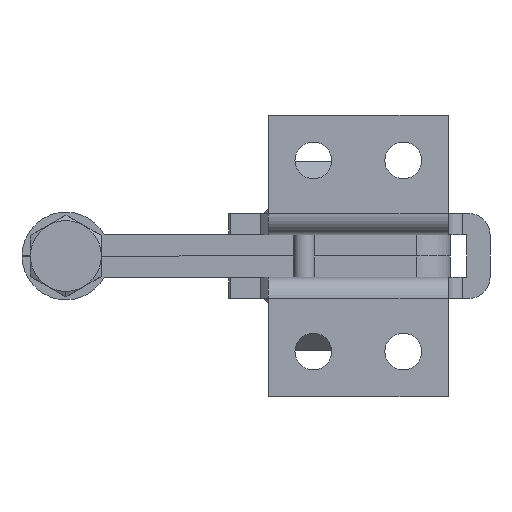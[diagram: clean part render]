
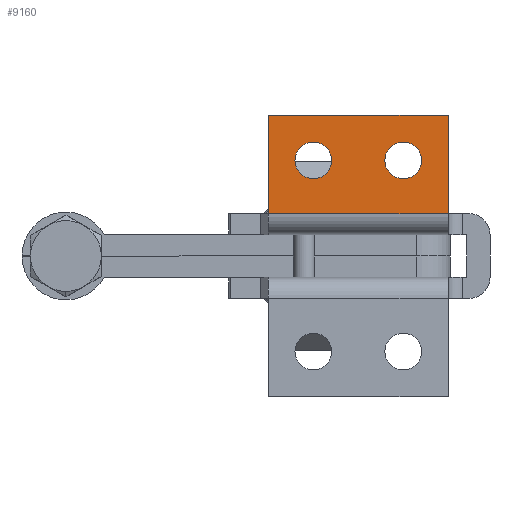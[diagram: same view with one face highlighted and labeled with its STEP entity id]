
A CAD part, front view. The second image highlights one B-rep face of the part: STEP entity #9160.
In plain terms, the highlighted planar face has unit normal (0, -1, 0).
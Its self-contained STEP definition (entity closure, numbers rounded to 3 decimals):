
#87 = VECTOR ( 'NONE', #5099, 1000. ) ;
#183 = EDGE_LOOP ( 'NONE', ( #5894, #8047 ) ) ;
#260 = VERTEX_POINT ( 'NONE', #1165 ) ;
#280 = VERTEX_POINT ( 'NONE', #9992 ) ;
#443 = CARTESIAN_POINT ( 'NONE',  ( -2.6, -0.001, 19.85 ) ) ;
#494 = AXIS2_PLACEMENT_3D ( 'NONE', #11598, #11371, #11353 ) ;
#544 = VECTOR ( 'NONE', #9789, 1000. ) ;
#964 = VECTOR ( 'NONE', #5683, 1000. ) ;
#1067 = CIRCLE ( 'NONE', #494, 2.6 ) ;
#1165 = CARTESIAN_POINT ( 'NONE',  ( -8.95, -0.001, 10.9 ) ) ;
#1211 = ORIENTED_EDGE ( 'NONE', *, *, #3346, .T. ) ;
#1248 = LINE ( 'NONE', #6060, #964 ) ;
#1450 = EDGE_CURVE ( 'NONE', #2959, #1676, #3263, .T. ) ;
#1594 = EDGE_CURVE ( 'NONE', #280, #7935, #1248, .T. ) ;
#1676 = VERTEX_POINT ( 'NONE', #2234 ) ;
#2061 = DIRECTION ( 'NONE',  ( 0., 1., 0. ) ) ;
#2234 = CARTESIAN_POINT ( 'NONE',  ( -2.6, -0.001, 19.85 ) ) ;
#2362 = LINE ( 'NONE', #2668, #11539 ) ;
#2627 = DIRECTION ( 'NONE',  ( 0., 0., 1. ) ) ;
#2668 = CARTESIAN_POINT ( 'NONE',  ( -28., -0.001, 19.85 ) ) ;
#2712 = EDGE_LOOP ( 'NONE', ( #4704, #1211 ) ) ;
#2825 = EDGE_CURVE ( 'NONE', #1676, #7935, #4892, .T. ) ;
#2959 = VERTEX_POINT ( 'NONE', #3576 ) ;
#2978 = EDGE_CURVE ( 'NONE', #280, #2959, #2362, .T. ) ;
#3120 = FACE_BOUND ( 'NONE', #2712, .T. ) ;
#3263 = LINE ( 'NONE', #443, #544 ) ;
#3337 = ORIENTED_EDGE ( 'NONE', *, *, #2978, .F. ) ;
#3346 = EDGE_CURVE ( 'NONE', #260, #4785, #1067, .T. ) ;
#3576 = CARTESIAN_POINT ( 'NONE',  ( -28., -0.001, 19.85 ) ) ;
#3957 = EDGE_LOOP ( 'NONE', ( #4069, #3337, #10538, #6672 ) ) ;
#4069 = ORIENTED_EDGE ( 'NONE', *, *, #1450, .F. ) ;
#4233 = AXIS2_PLACEMENT_3D ( 'NONE', #6314, #6679, #7273 ) ;
#4567 = EDGE_CURVE ( 'NONE', #10636, #5450, #11444, .T. ) ;
#4641 = AXIS2_PLACEMENT_3D ( 'NONE', #10640, #5318, #11522 ) ;
#4704 = ORIENTED_EDGE ( 'NONE', *, *, #8869, .T. ) ;
#4785 = VERTEX_POINT ( 'NONE', #11171 ) ;
#4892 = LINE ( 'NONE', #5066, #87 ) ;
#4966 = DIRECTION ( 'NONE',  ( 0., 0., -1. ) ) ;
#5066 = CARTESIAN_POINT ( 'NONE',  ( -2.6, -0.001, 6. ) ) ;
#5099 = DIRECTION ( 'NONE',  ( 0., 0., -1. ) ) ;
#5318 = DIRECTION ( 'NONE',  ( 0., 1., 0. ) ) ;
#5363 = CARTESIAN_POINT ( 'NONE',  ( -21.65, -0.001, 10.9 ) ) ;
#5450 = VERTEX_POINT ( 'NONE', #8015 ) ;
#5683 = DIRECTION ( 'NONE',  ( 1., 0., 0. ) ) ;
#5894 = ORIENTED_EDGE ( 'NONE', *, *, #11305, .T. ) ;
#6060 = CARTESIAN_POINT ( 'NONE',  ( -2.6, -0.001, 6.001 ) ) ;
#6314 = CARTESIAN_POINT ( 'NONE',  ( -21.65, -0.001, 13.5 ) ) ;
#6672 = ORIENTED_EDGE ( 'NONE', *, *, #2825, .F. ) ;
#6679 = DIRECTION ( 'NONE',  ( 0., 1., 0. ) ) ;
#6884 = CARTESIAN_POINT ( 'NONE',  ( -2.6, -0.001, 6.001 ) ) ;
#7273 = DIRECTION ( 'NONE',  ( 0., 0., 1. ) ) ;
#7449 = CARTESIAN_POINT ( 'NONE',  ( -21.65, -0.001, 13.5 ) ) ;
#7876 = FACE_BOUND ( 'NONE', #183, .T. ) ;
#7935 = VERTEX_POINT ( 'NONE', #6884 ) ;
#7946 = AXIS2_PLACEMENT_3D ( 'NONE', #7449, #2061, #8331 ) ;
#7997 = FACE_OUTER_BOUND ( 'NONE', #3957, .T. ) ;
#8015 = CARTESIAN_POINT ( 'NONE',  ( -21.65, -0.001, 16.1 ) ) ;
#8047 = ORIENTED_EDGE ( 'NONE', *, *, #4567, .T. ) ;
#8331 = DIRECTION ( 'NONE',  ( 0., 0., 1. ) ) ;
#8528 = PLANE ( 'NONE',  #10946 ) ;
#8869 = EDGE_CURVE ( 'NONE', #4785, #260, #10789, .T. ) ;
#9160 = ADVANCED_FACE ( 'NONE', ( #3120, #7876, #7997 ), #8528, .T. ) ;
#9387 = CARTESIAN_POINT ( 'NONE',  ( -2.6, -0.001, 6. ) ) ;
#9789 = DIRECTION ( 'NONE',  ( 1., 0., 0. ) ) ;
#9992 = CARTESIAN_POINT ( 'NONE',  ( -28., -0.001, 6.001 ) ) ;
#10117 = CIRCLE ( 'NONE', #7946, 2.6 ) ;
#10269 = DIRECTION ( 'NONE',  ( 0., -1., 0. ) ) ;
#10538 = ORIENTED_EDGE ( 'NONE', *, *, #1594, .T. ) ;
#10636 = VERTEX_POINT ( 'NONE', #5363 ) ;
#10640 = CARTESIAN_POINT ( 'NONE',  ( -8.95, -0.001, 13.5 ) ) ;
#10789 = CIRCLE ( 'NONE', #4641, 2.6 ) ;
#10946 = AXIS2_PLACEMENT_3D ( 'NONE', #9387, #10269, #4966 ) ;
#11171 = CARTESIAN_POINT ( 'NONE',  ( -8.95, -0.001, 16.1 ) ) ;
#11305 = EDGE_CURVE ( 'NONE', #5450, #10636, #10117, .T. ) ;
#11353 = DIRECTION ( 'NONE',  ( 0., 0., 1. ) ) ;
#11371 = DIRECTION ( 'NONE',  ( 0., 1., 0. ) ) ;
#11444 = CIRCLE ( 'NONE', #4233, 2.6 ) ;
#11522 = DIRECTION ( 'NONE',  ( 0., 0., 1. ) ) ;
#11539 = VECTOR ( 'NONE', #2627, 1000. ) ;
#11598 = CARTESIAN_POINT ( 'NONE',  ( -8.95, -0.001, 13.5 ) ) ;
